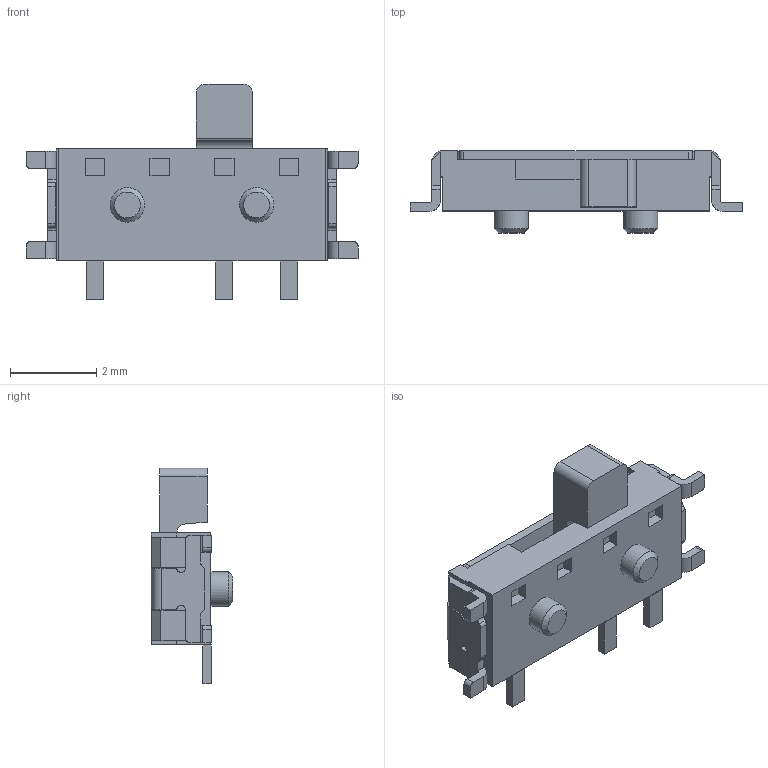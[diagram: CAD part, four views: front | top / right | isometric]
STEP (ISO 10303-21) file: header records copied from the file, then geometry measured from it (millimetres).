
FILE_DESCRIPTION(/* description */ (''),/* implementation_level */ '2;1');
FILE_NAME(/* name */ 'NCE - CUS-12TB LITTT.step',/* time_stamp */ '2020-03-02T15:55:44+08:00',/* author */ (''),/* organization */ (''),/* preprocessor_version */ 'ST-DEVELOPER v18',/* originating_system */ 'Autodesk Translation Framework v8.12.0.6',/* authorisation */ '');
FILE_SCHEMA (('AUTOMOTIVE_DESIGN { 1 0 10303 214 3 1 1 }'));
Length unit declared in the file: millimetre
Products named in the file (3): NCE - CUS-12TB; _CUS-12-body; _CUS-12-slider
Assembly tree (2 placements, depth 2):
  NCE - CUS-12TB
    _CUS-12-body
    _CUS-12-slider
Bounding box: 7.7 x 1.9 x 5 mm (x, y, z)
Volume: 25.7 mm3; surface area: 93.2 mm2
Topology: 2 solids, 2 shells, 203 faces, 567 edges, 366 vertices
Faces by surface type: plane 148, cylinder 53, cone 2
Full cylindrical faces by diameter (mm): 0.8 x2
Entity records: 6619 total; most frequent: CARTESIAN_POINT 1197, ORIENTED_EDGE 1134, DIRECTION 1081, EDGE_CURVE 567, LINE 453, VECTOR 453, VERTEX_POINT 366, AXIS2_PLACEMENT_3D 314
